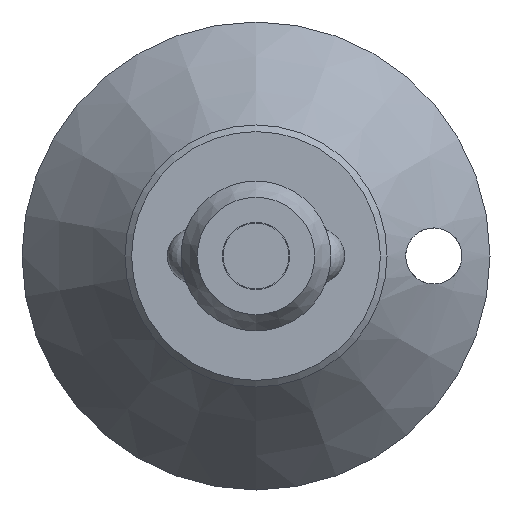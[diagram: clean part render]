
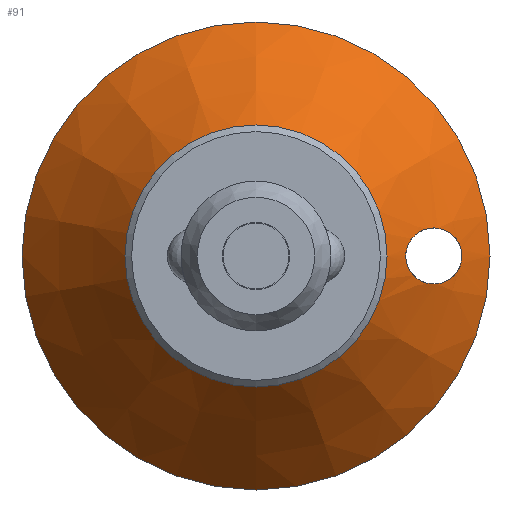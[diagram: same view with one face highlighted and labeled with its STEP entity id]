
A CAD part, front view. The second image highlights one B-rep face of the part: STEP entity #91.
In plain terms, the highlighted conical face has half-angle 37.4 degrees and reference radius 12.5 mm.
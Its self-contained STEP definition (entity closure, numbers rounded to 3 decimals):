
#91 = ADVANCED_FACE( '', ( #200, #201, #202 ), #203, .T. );
#200 = FACE_BOUND( '', #314, .T. );
#201 = FACE_BOUND( '', #315, .T. );
#202 = FACE_OUTER_BOUND( '', #316, .T. );
#203 = CONICAL_SURFACE( '', #317, 12.5, 0.653 );
#314 = EDGE_LOOP( '', ( #497 ) );
#315 = EDGE_LOOP( '', ( #498 ) );
#316 = EDGE_LOOP( '', ( #499 ) );
#317 = AXIS2_PLACEMENT_3D( '', #500, #501, #502 );
#497 = ORIENTED_EDGE( '', *, *, #561, .F. );
#498 = ORIENTED_EDGE( '', *, *, #584, .F. );
#499 = ORIENTED_EDGE( '', *, *, #545, .T. );
#500 = CARTESIAN_POINT( '', ( 0., 24.694, 0. ) );
#501 = DIRECTION( '', ( 0., 1., 0. ) );
#502 = DIRECTION( '', ( 0., 0., 1. ) );
#545 = EDGE_CURVE( '', #604, #604, #605, .T. );
#561 = EDGE_CURVE( '', #630, #630, #631, .T. );
#584 = EDGE_CURVE( '', #664, #664, #665, .T. );
#604 = VERTEX_POINT( '', #737 );
#605 = CIRCLE( '', #738, 12.5 );
#630 = VERTEX_POINT( '', #814 );
#631 = CIRCLE( '', #815, 7. );
#664 = VERTEX_POINT( '', #848 );
#665 = B_SPLINE_CURVE_WITH_KNOTS( '', 3, ( #849, #850, #851, #852, #853, #854, #855, #856, #857, #858, #859, #860, #861, #862, #863, #864, #865, #866, #867, #868, #869, #870, #871, #872, #873, #874, #875, #876, #877, #878, #879, #880, #881, #882, #883, #884, #885, #886, #887, #888, #889, #890, #891, #892, #893, #894 ), .UNSPECIFIED., .T., .F., ( 2, 2, 2, 2, 2, 2, 2, 2, 2, 2, 2, 2, 2, 2, 2, 2, 2, 2, 2, 2, 2, 2, 2, 2, 2 ), ( 0., 0., 0.001, 0.002, 0.002, 0.003, 0.004, 0.004, 0.005, 0.005, 0.006, 0.006, 0.006, 0.007, 0.007, 0.008, 0.009, 0.009, 0.01, 0.011, 0.011, 0.012, 0.012, 0.013, 0.013 ), .UNSPECIFIED. );
#737 = CARTESIAN_POINT( '', ( 0., 24.694, -12.5 ) );
#738 = AXIS2_PLACEMENT_3D( '', #940, #941, #942 );
#814 = CARTESIAN_POINT( '', ( 0., 17.5, -7. ) );
#815 = AXIS2_PLACEMENT_3D( '', #967, #968, #969 );
#848 = CARTESIAN_POINT( '', ( 8.256, 19.199, -0.838 ) );
#849 = CARTESIAN_POINT( '', ( 8.199, 19.113, -0.754 ) );
#850 = CARTESIAN_POINT( '', ( 8.37, 19.37, -1.008 ) );
#851 = CARTESIAN_POINT( '', ( 8.501, 19.561, -1.132 ) );
#852 = CARTESIAN_POINT( '', ( 8.784, 19.964, -1.329 ) );
#853 = CARTESIAN_POINT( '', ( 8.932, 20.168, -1.397 ) );
#854 = CARTESIAN_POINT( '', ( 9.239, 20.583, -1.486 ) );
#855 = CARTESIAN_POINT( '', ( 9.399, 20.795, -1.505 ) );
#856 = CARTESIAN_POINT( '', ( 9.721, 21.208, -1.492 ) );
#857 = CARTESIAN_POINT( '', ( 9.883, 21.41, -1.461 ) );
#858 = CARTESIAN_POINT( '', ( 10.206, 21.807, -1.335 ) );
#859 = CARTESIAN_POINT( '', ( 10.366, 21.998, -1.241 ) );
#860 = CARTESIAN_POINT( '', ( 10.588, 22.258, -1.038 ) );
#861 = CARTESIAN_POINT( '', ( 10.658, 22.34, -0.96 ) );
#862 = CARTESIAN_POINT( '', ( 10.785, 22.487, -0.782 ) );
#863 = CARTESIAN_POINT( '', ( 10.843, 22.553, -0.68 ) );
#864 = CARTESIAN_POINT( '', ( 10.934, 22.658, -0.455 ) );
#865 = CARTESIAN_POINT( '', ( 10.969, 22.697, -0.33 ) );
#866 = CARTESIAN_POINT( '', ( 11.004, 22.736, -0.073 ) );
#867 = CARTESIAN_POINT( '', ( 11.004, 22.737, 0.063 ) );
#868 = CARTESIAN_POINT( '', ( 10.971, 22.699, 0.323 ) );
#869 = CARTESIAN_POINT( '', ( 10.937, 22.66, 0.448 ) );
#870 = CARTESIAN_POINT( '', ( 10.845, 22.556, 0.674 ) );
#871 = CARTESIAN_POINT( '', ( 10.788, 22.49, 0.777 ) );
#872 = CARTESIAN_POINT( '', ( 10.661, 22.344, 0.955 ) );
#873 = CARTESIAN_POINT( '', ( 10.591, 22.262, 1.034 ) );
#874 = CARTESIAN_POINT( '', ( 10.444, 22.09, 1.17 ) );
#875 = CARTESIAN_POINT( '', ( 10.368, 21.999, 1.227 ) );
#876 = CARTESIAN_POINT( '', ( 10.133, 21.718, 1.372 ) );
#877 = CARTESIAN_POINT( '', ( 9.968, 21.516, 1.435 ) );
#878 = CARTESIAN_POINT( '', ( 9.645, 21.111, 1.502 ) );
#879 = CARTESIAN_POINT( '', ( 9.482, 20.902, 1.508 ) );
#880 = CARTESIAN_POINT( '', ( 9.164, 20.483, 1.471 ) );
#881 = CARTESIAN_POINT( '', ( 9.01, 20.276, 1.427 ) );
#882 = CARTESIAN_POINT( '', ( 8.714, 19.865, 1.288 ) );
#883 = CARTESIAN_POINT( '', ( 8.571, 19.661, 1.192 ) );
#884 = CARTESIAN_POINT( '', ( 8.311, 19.282, 0.933 ) );
#885 = CARTESIAN_POINT( '', ( 8.192, 19.103, 0.769 ) );
#886 = CARTESIAN_POINT( '', ( 8.064, 18.907, 0.447 ) );
#887 = CARTESIAN_POINT( '', ( 8.03, 18.855, 0.327 ) );
#888 = CARTESIAN_POINT( '', ( 7.996, 18.802, 0.07 ) );
#889 = CARTESIAN_POINT( '', ( 7.996, 18.802, -0.066 ) );
#890 = CARTESIAN_POINT( '', ( 8.03, 18.854, -0.324 ) );
#891 = CARTESIAN_POINT( '', ( 8.062, 18.905, -0.444 ) );
#892 = CARTESIAN_POINT( '', ( 8.148, 19.035, -0.659 ) );
#893 = CARTESIAN_POINT( '', ( 8.199, 19.113, -0.754 ) );
#894 = CARTESIAN_POINT( '', ( 8.37, 19.37, -1.008 ) );
#940 = CARTESIAN_POINT( '', ( 0., 24.694, 0. ) );
#941 = DIRECTION( '', ( 0., -1., 0. ) );
#942 = DIRECTION( '', ( 0., 0., -1. ) );
#967 = CARTESIAN_POINT( '', ( 0., 17.5, 0. ) );
#968 = DIRECTION( '', ( 0., -1., 0. ) );
#969 = DIRECTION( '', ( 0., 0., -1. ) );
